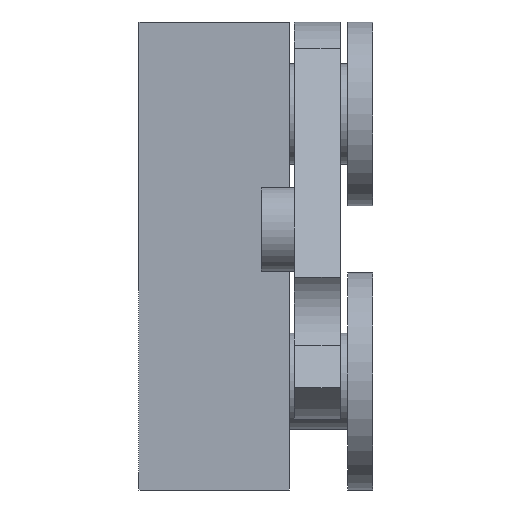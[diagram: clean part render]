
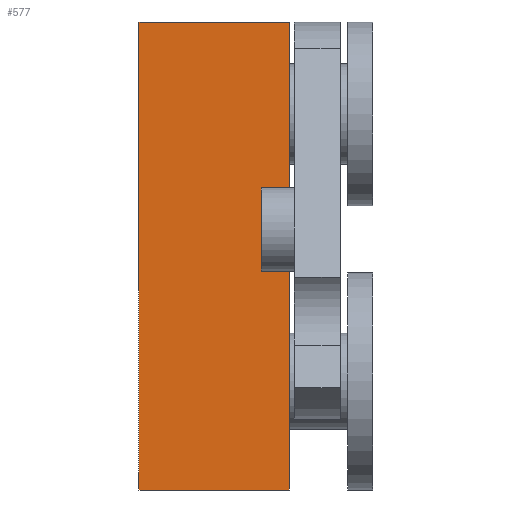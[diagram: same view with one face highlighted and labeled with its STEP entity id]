
A CAD part, left-side view. The second image highlights one B-rep face of the part: STEP entity #577.
In plain terms, the highlighted planar face has unit normal (-1, 0, 0).
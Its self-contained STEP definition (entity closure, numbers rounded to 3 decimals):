
#42=LINE('',#905,#102);
#51=LINE('',#923,#111);
#52=LINE('',#925,#112);
#53=LINE('',#926,#113);
#102=VECTOR('',#734,10.);
#111=VECTOR('',#751,10.);
#112=VECTOR('',#752,10.);
#113=VECTOR('',#753,10.);
#170=FACE_OUTER_BOUND('',#207,.T.);
#207=EDGE_LOOP('',(#442,#443,#444,#445));
#272=VERTEX_POINT('',#902);
#273=VERTEX_POINT('',#904);
#278=VERTEX_POINT('',#922);
#279=VERTEX_POINT('',#924);
#333=EDGE_CURVE('',#272,#273,#42,.T.);
#342=EDGE_CURVE('',#278,#272,#51,.T.);
#343=EDGE_CURVE('',#279,#278,#52,.T.);
#344=EDGE_CURVE('',#273,#279,#53,.T.);
#442=ORIENTED_EDGE('',*,*,#342,.F.);
#443=ORIENTED_EDGE('',*,*,#343,.F.);
#444=ORIENTED_EDGE('',*,*,#344,.F.);
#445=ORIENTED_EDGE('',*,*,#333,.F.);
#547=PLANE('',#635);
#577=ADVANCED_FACE('',(#170),#547,.T.);
#635=AXIS2_PLACEMENT_3D('',#921,#749,#750);
#734=DIRECTION('',(0.,0.,1.));
#749=DIRECTION('center_axis',(-1.,0.,0.));
#750=DIRECTION('ref_axis',(0.,0.,-1.));
#751=DIRECTION('',(0.,1.,0.));
#752=DIRECTION('',(0.,0.,-1.));
#753=DIRECTION('',(0.,-1.,0.));
#902=CARTESIAN_POINT('',(0.,18.,0.));
#904=CARTESIAN_POINT('',(0.,18.,56.));
#905=CARTESIAN_POINT('',(0.,18.,56.));
#921=CARTESIAN_POINT('Origin',(0.,3.,56.));
#922=CARTESIAN_POINT('',(0.,0.,0.));
#923=CARTESIAN_POINT('',(0.,3.,0.));
#924=CARTESIAN_POINT('',(0.,0.,56.));
#925=CARTESIAN_POINT('',(0.,0.,56.));
#926=CARTESIAN_POINT('',(0.,3.,56.));
